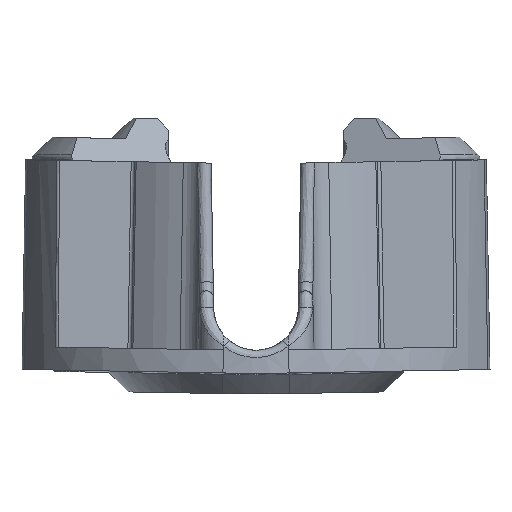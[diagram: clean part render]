
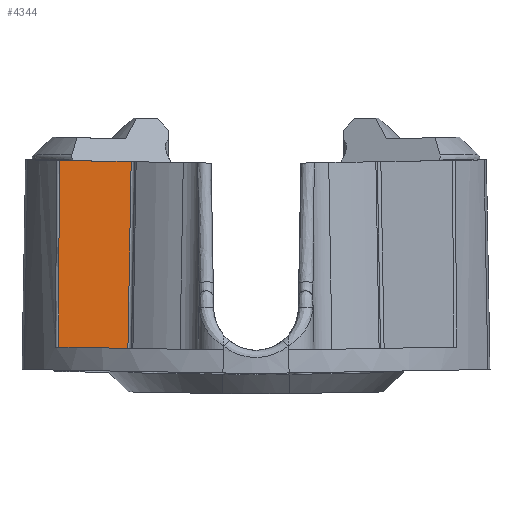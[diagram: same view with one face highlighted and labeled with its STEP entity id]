
A CAD part, left-side view. The second image highlights one B-rep face of the part: STEP entity #4344.
In plain terms, the highlighted planar face has unit normal (-1, 0, 0.017).
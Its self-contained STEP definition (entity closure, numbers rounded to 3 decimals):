
#903 = VERTEX_POINT ( 'NONE', #32834 ) ;
#1113 = DIRECTION ( 'NONE',  ( 0.017, -0.017, 1. ) ) ;
#2670 = CARTESIAN_POINT ( 'NONE',  ( -10.52, 13.735, 4.554 ) ) ;
#4344 = ADVANCED_FACE ( 'NONE', ( #10984 ), #14412, .T. ) ;
#6308 = CARTESIAN_POINT ( 'NONE',  ( -10.369, 13.695, 13.221 ) ) ;
#7474 = VERTEX_POINT ( 'NONE', #16895 ) ;
#8623 = VERTEX_POINT ( 'NONE', #20689 ) ;
#10084 = VERTEX_POINT ( 'NONE', #24858 ) ;
#10161 = EDGE_CURVE ( 'NONE', #7474, #903, #20130, .T. ) ;
#10984 = FACE_OUTER_BOUND ( 'NONE', #23656, .T. ) ;
#11200 = DIRECTION ( 'NONE',  ( -1., 0., 0.017 ) ) ;
#11892 = CARTESIAN_POINT ( 'NONE',  ( -10.52, 8.846, 4.469 ) ) ;
#13050 = CARTESIAN_POINT ( 'NONE',  ( -10.369, 10.361, 13.163 ) ) ;
#13463 = CARTESIAN_POINT ( 'NONE',  ( -10.596, 8.921, 0.136 ) ) ;
#14412 = PLANE ( 'NONE',  #37577 ) ;
#15981 = B_SPLINE_CURVE_WITH_KNOTS ( 'NONE', 3,
 ( #13463, #42162, #22483, #19881 ),
 .UNSPECIFIED., .F., .F.,
 ( 4, 4 ),
 ( 0., 1. ),
 .UNSPECIFIED. ) ;
#16895 = CARTESIAN_POINT ( 'NONE',  ( -10.369, 8.694, 13.134 ) ) ;
#17808 = ORIENTED_EDGE ( 'NONE', *, *, #10161, .T. ) ;
#18735 = CARTESIAN_POINT ( 'NONE',  ( -10.596, 13.754, 0.22 ) ) ;
#19039 = ORIENTED_EDGE ( 'NONE', *, *, #27946, .F. ) ;
#19876 = ORIENTED_EDGE ( 'NONE', *, *, #40013, .T. ) ;
#19881 = CARTESIAN_POINT ( 'NONE',  ( -10.596, 13.754, 0.22 ) ) ;
#20130 = B_SPLINE_CURVE_WITH_KNOTS ( 'NONE', 3,
 ( #34911, #13050, #41747, #32346 ),
 .UNSPECIFIED., .F., .F.,
 ( 4, 4 ),
 ( 0., 1. ),
 .UNSPECIFIED. ) ;
#20327 = B_SPLINE_CURVE_WITH_KNOTS ( 'NONE', 3,
 ( #6308, #38235, #2670, #18735 ),
 .UNSPECIFIED., .F., .F.,
 ( 4, 4 ),
 ( 0., 1. ),
 .UNSPECIFIED. ) ;
#20689 = CARTESIAN_POINT ( 'NONE',  ( -10.596, 8.921, 0.136 ) ) ;
#22483 = CARTESIAN_POINT ( 'NONE',  ( -10.596, 12.143, 0.192 ) ) ;
#23656 = EDGE_LOOP ( 'NONE', ( #23844, #17808, #19876, #19039 ) ) ;
#23844 = ORIENTED_EDGE ( 'NONE', *, *, #30780, .F. ) ;
#24858 = CARTESIAN_POINT ( 'NONE',  ( -10.596, 13.754, 0.22 ) ) ;
#27946 = EDGE_CURVE ( 'NONE', #8623, #10084, #15981, .T. ) ;
#30486 = CARTESIAN_POINT ( 'NONE',  ( -10.596, 15.107, 0.244 ) ) ;
#30554 = CARTESIAN_POINT ( 'NONE',  ( -10.596, 8.921, 0.136 ) ) ;
#30780 = EDGE_CURVE ( 'NONE', #7474, #8623, #41038, .T. ) ;
#30971 = CARTESIAN_POINT ( 'NONE',  ( -10.369, 8.694, 13.134 ) ) ;
#32346 = CARTESIAN_POINT ( 'NONE',  ( -10.369, 13.695, 13.221 ) ) ;
#32834 = CARTESIAN_POINT ( 'NONE',  ( -10.369, 13.695, 13.221 ) ) ;
#34911 = CARTESIAN_POINT ( 'NONE',  ( -10.369, 8.694, 13.134 ) ) ;
#37577 = AXIS2_PLACEMENT_3D ( 'NONE', #30486, #11200, #1113 ) ;
#37606 = CARTESIAN_POINT ( 'NONE',  ( -10.444, 8.77, 8.801 ) ) ;
#38235 = CARTESIAN_POINT ( 'NONE',  ( -10.444, 13.715, 8.888 ) ) ;
#40013 = EDGE_CURVE ( 'NONE', #903, #10084, #20327, .T. ) ;
#41038 = B_SPLINE_CURVE_WITH_KNOTS ( 'NONE', 3,
 ( #30971, #37606, #11892, #30554 ),
 .UNSPECIFIED., .F., .F.,
 ( 4, 4 ),
 ( 0., 1. ),
 .UNSPECIFIED. ) ;
#41747 = CARTESIAN_POINT ( 'NONE',  ( -10.369, 12.028, 13.192 ) ) ;
#42162 = CARTESIAN_POINT ( 'NONE',  ( -10.596, 10.532, 0.164 ) ) ;
